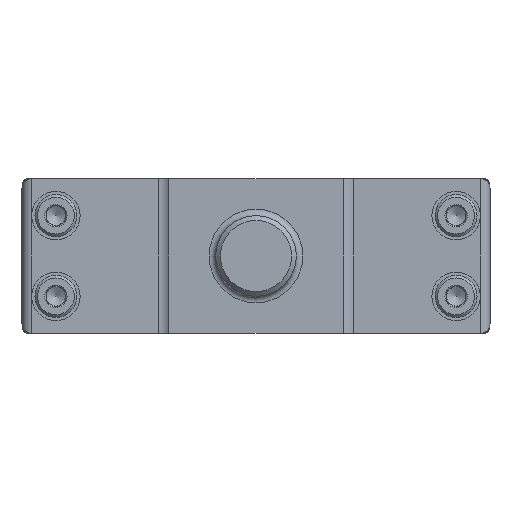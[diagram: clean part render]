
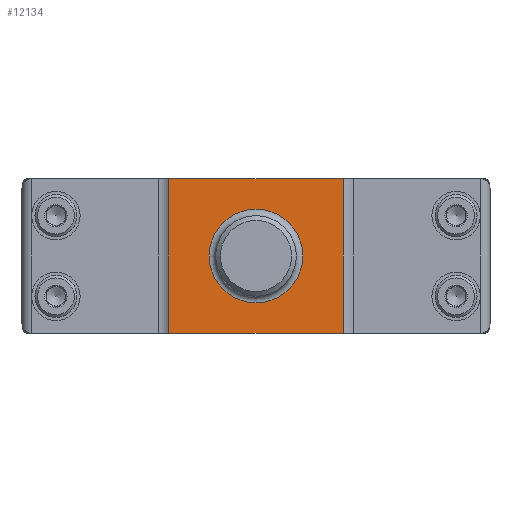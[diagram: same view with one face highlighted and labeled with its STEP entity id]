
A CAD part, left-side view. The second image highlights one B-rep face of the part: STEP entity #12134.
In plain terms, the highlighted planar face has unit normal (-1, 0, 0).
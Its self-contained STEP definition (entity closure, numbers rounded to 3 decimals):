
#236=CIRCLE('',#13032,14.5);
#755=PLANE('',#13031);
#1252=LINE('',#17967,#2523);
#1277=LINE('',#18032,#2548);
#1370=LINE('',#18484,#2641);
#1563=LINE('',#18801,#2834);
#2523=VECTOR('',#14131,1000.);
#2548=VECTOR('',#14178,1000.);
#2641=VECTOR('',#14631,1000.);
#2834=VECTOR('',#14876,1000.);
#4380=ORIENTED_EDGE('',*,*,#7852,.T.);
#4381=ORIENTED_EDGE('',*,*,#7464,.T.);
#4382=ORIENTED_EDGE('',*,*,#7851,.F.);
#4383=ORIENTED_EDGE('',*,*,#7429,.F.);
#4384=ORIENTED_EDGE('',*,*,#7647,.T.);
#7429=EDGE_CURVE('',#9236,#9237,#1252,.T.);
#7464=EDGE_CURVE('',#9266,#9265,#1277,.T.);
#7647=EDGE_CURVE('',#9236,#9266,#1370,.T.);
#7851=EDGE_CURVE('',#9237,#9265,#1563,.T.);
#7852=EDGE_CURVE('',#9543,#9543,#236,.T.);
#9236=VERTEX_POINT('',#17966);
#9237=VERTEX_POINT('',#17968);
#9265=VERTEX_POINT('',#18031);
#9266=VERTEX_POINT('',#18033);
#9543=VERTEX_POINT('',#18804);
#10463=EDGE_LOOP('',(#4380));
#10464=EDGE_LOOP('',(#4381,#4382,#4383,#4384));
#11236=FACE_BOUND('',#10463,.T.);
#11237=FACE_BOUND('',#10464,.T.);
#12134=ADVANCED_FACE('',(#11236,#11237),#755,.F.);
#13031=AXIS2_PLACEMENT_3D('',#18802,#14877,#14878);
#13032=AXIS2_PLACEMENT_3D('',#18803,#14879,#14880);
#14131=DIRECTION('',(0.,-1.,0.));
#14178=DIRECTION('',(0.,-1.,0.));
#14631=DIRECTION('',(0.,0.,-1.));
#14876=DIRECTION('',(0.,0.,-1.));
#14877=DIRECTION('',(1.,0.,0.));
#14878=DIRECTION('',(0.,0.,-1.));
#14879=DIRECTION('',(1.,0.,0.));
#14880=DIRECTION('',(0.,0.,-1.));
#17966=CARTESIAN_POINT('',(-22.7,27.071,24.));
#17967=CARTESIAN_POINT('',(-22.7,27.071,24.));
#17968=CARTESIAN_POINT('',(-22.7,-27.071,24.));
#18031=CARTESIAN_POINT('',(-22.7,-27.071,-24.));
#18032=CARTESIAN_POINT('',(-22.7,27.071,-24.));
#18033=CARTESIAN_POINT('',(-22.7,27.071,-24.));
#18484=CARTESIAN_POINT('',(-22.7,27.071,24.));
#18801=CARTESIAN_POINT('',(-22.7,-27.071,24.));
#18802=CARTESIAN_POINT('',(-22.7,27.071,24.));
#18803=CARTESIAN_POINT('',(-22.7,0.,0.));
#18804=CARTESIAN_POINT('',(-22.7,0.,-14.5));
